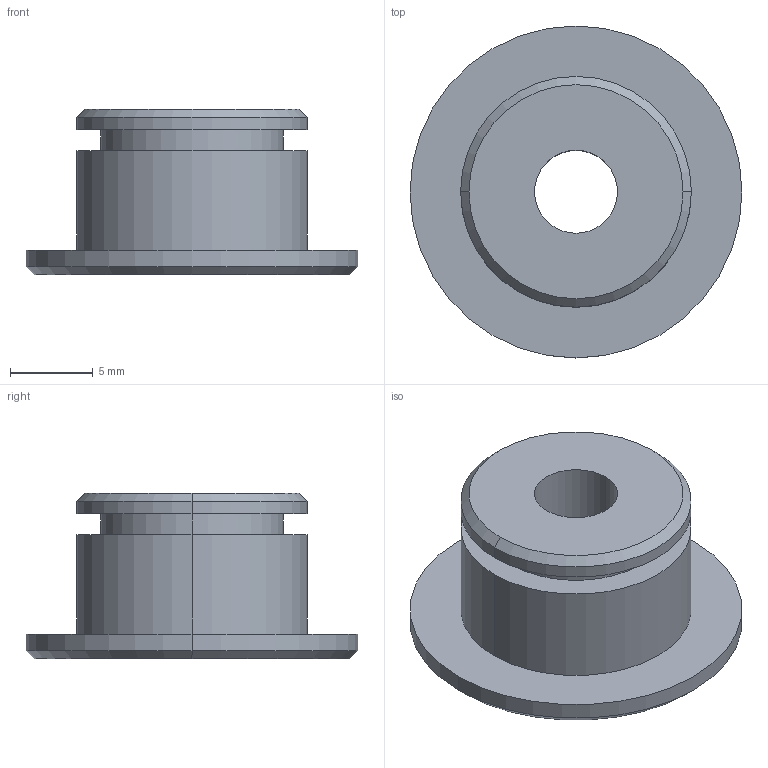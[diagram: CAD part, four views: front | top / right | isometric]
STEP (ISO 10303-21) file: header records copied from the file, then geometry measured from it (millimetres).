
FILE_DESCRIPTION (( 'STEP AP203' ), '1' );
FILE_NAME ('Pions frette-disque 13.9mm.STEP', '2023-06-13T17:58:31', ( '' ), ( '' ), 'SwSTEP 2.0', 'SolidWorks 2012', '' );
FILE_SCHEMA (( 'CONFIG_CONTROL_DESIGN' ));
Length unit declared in the file: millimetre
Products named in the file (1): Pions frette-disque 13.9mm
Bounding box: 20 x 20 x 10 mm (x, y, z)
Volume: 1480.8 mm3; surface area: 1281.8 mm2
Topology: 1 solids, 1 shells, 19 faces, 38 edges, 24 vertices
Faces by surface type: cylinder 10, plane 5, cone 4
Entity records: 585 total; most frequent: DIRECTION 102, CARTESIAN_POINT 82, ORIENTED_EDGE 76, AXIS2_PLACEMENT_3D 44, EDGE_CURVE 38, VERTEX_POINT 24, CIRCLE 24, EDGE_LOOP 24
